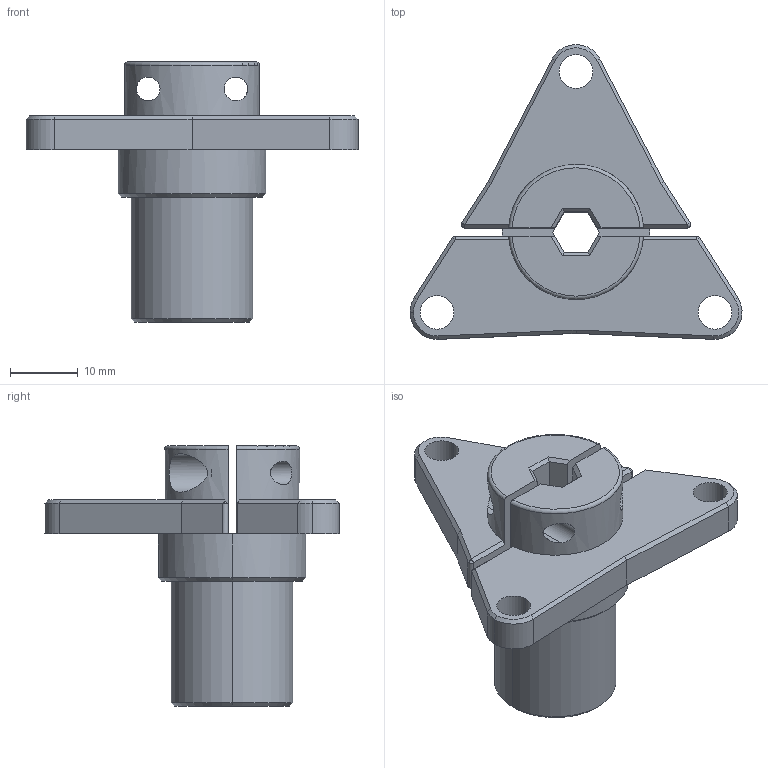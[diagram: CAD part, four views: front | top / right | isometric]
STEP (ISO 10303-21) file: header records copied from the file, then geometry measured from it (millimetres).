
FILE_DESCRIPTION (( 'STEP AP214' ), '1' );
FILE_NAME ('76291H - 6mm Hex Enhanced Wheel Hub.STEP', '2024-05-03T16:46:45', ( '' ), ( '' ), 'SwSTEP 2.0', 'SolidWorks 2022', '' );
FILE_SCHEMA (( 'AUTOMOTIVE_DESIGN' ));
Length unit declared in the file: millimetre
Products named in the file (1): 76291H - 6mm Hex Enhanced Wheel Hub
Bounding box: 49.13 x 43.61 x 38.5 mm (x, y, z)
Volume: 13684.7 mm3; surface area: 6599.5 mm2
Topology: 1 solids, 1 shells, 101 faces, 255 edges, 153 vertices
Faces by surface type: plane 54, cylinder 32, cone 13, torus 2
Entity records: 3247 total; most frequent: CARTESIAN_POINT 775, DIRECTION 509, ORIENTED_EDGE 500, EDGE_CURVE 250, AXIS2_PLACEMENT_3D 173, LINE 163, VECTOR 163, VERTEX_POINT 153
